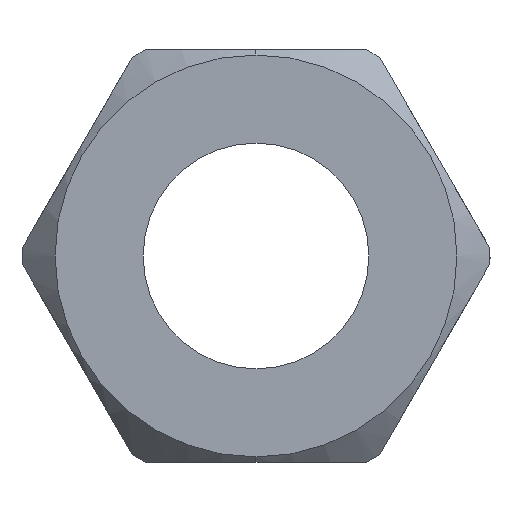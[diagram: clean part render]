
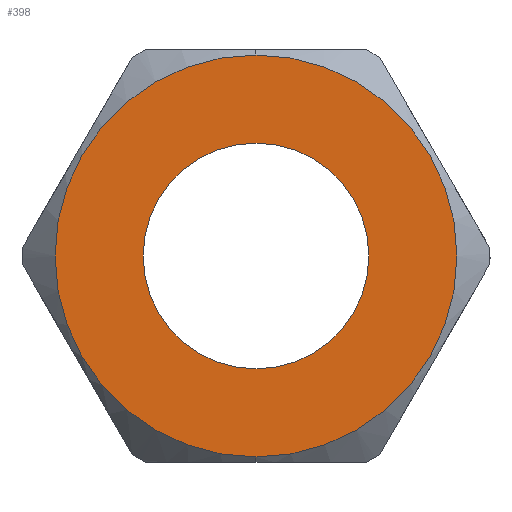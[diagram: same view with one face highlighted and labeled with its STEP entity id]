
A CAD part, left-side view. The second image highlights one B-rep face of the part: STEP entity #398.
In plain terms, the highlighted planar face has unit normal (-1, 0, 0).
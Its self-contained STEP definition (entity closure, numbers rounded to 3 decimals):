
#11 = AXIS2_PLACEMENT_3D ( 'NONE', #332, #644, #474 ) ;
#27 = VERTEX_POINT ( 'NONE', #394 ) ;
#28 = CIRCLE ( 'NONE', #479, 4.1 ) ;
#30 = DIRECTION ( 'NONE',  ( 0., 0., 1. ) ) ;
#39 = FACE_OUTER_BOUND ( 'NONE', #543, .T. ) ;
#51 = AXIS2_PLACEMENT_3D ( 'NONE', #656, #203, #30 ) ;
#73 = EDGE_CURVE ( 'NONE', #347, #488, #740, .T. ) ;
#103 = DIRECTION ( 'NONE',  ( 0., 0., 1. ) ) ;
#141 = ORIENTED_EDGE ( 'NONE', *, *, #270, .T. ) ;
#203 = DIRECTION ( 'NONE',  ( -1., 0., 0. ) ) ;
#204 = CARTESIAN_POINT ( 'NONE',  ( -11.5, 0., 0. ) ) ;
#250 = CIRCLE ( 'NONE', #263, 4.1 ) ;
#263 = AXIS2_PLACEMENT_3D ( 'NONE', #286, #665, #103 ) ;
#270 = EDGE_CURVE ( 'NONE', #488, #347, #303, .T. ) ;
#286 = CARTESIAN_POINT ( 'NONE',  ( -11.5, 0., 0. ) ) ;
#288 = PLANE ( 'NONE',  #622 ) ;
#291 = DIRECTION ( 'NONE',  ( 0., 0., -1. ) ) ;
#296 = EDGE_CURVE ( 'NONE', #587, #27, #28, .T. ) ;
#301 = ORIENTED_EDGE ( 'NONE', *, *, #615, .F. ) ;
#303 = CIRCLE ( 'NONE', #11, 7.3 ) ;
#324 = CARTESIAN_POINT ( 'NONE',  ( -11.5, 0., 7.3 ) ) ;
#332 = CARTESIAN_POINT ( 'NONE',  ( -11.5, 0., 0. ) ) ;
#347 = VERTEX_POINT ( 'NONE', #406 ) ;
#394 = CARTESIAN_POINT ( 'NONE',  ( -11.5, 0., -4.1 ) ) ;
#395 = DIRECTION ( 'NONE',  ( 0., 0., 1. ) ) ;
#398 = ADVANCED_FACE ( 'NONE', ( #725, #39 ), #288, .F. ) ;
#406 = CARTESIAN_POINT ( 'NONE',  ( -11.5, 0., -7.3 ) ) ;
#419 = CARTESIAN_POINT ( 'NONE',  ( -11.5, 7.3, 0. ) ) ;
#457 = DIRECTION ( 'NONE',  ( -1., 0., 0. ) ) ;
#474 = DIRECTION ( 'NONE',  ( 0., 0., 1. ) ) ;
#479 = AXIS2_PLACEMENT_3D ( 'NONE', #204, #457, #395 ) ;
#488 = VERTEX_POINT ( 'NONE', #324 ) ;
#543 = EDGE_LOOP ( 'NONE', ( #141, #693 ) ) ;
#587 = VERTEX_POINT ( 'NONE', #722 ) ;
#615 = EDGE_CURVE ( 'NONE', #27, #587, #250, .T. ) ;
#622 = AXIS2_PLACEMENT_3D ( 'NONE', #419, #666, #291 ) ;
#644 = DIRECTION ( 'NONE',  ( -1., 0., 0. ) ) ;
#656 = CARTESIAN_POINT ( 'NONE',  ( -11.5, 0., 0. ) ) ;
#663 = ORIENTED_EDGE ( 'NONE', *, *, #296, .F. ) ;
#665 = DIRECTION ( 'NONE',  ( -1., 0., 0. ) ) ;
#666 = DIRECTION ( 'NONE',  ( 1., 0., 0. ) ) ;
#693 = ORIENTED_EDGE ( 'NONE', *, *, #73, .T. ) ;
#722 = CARTESIAN_POINT ( 'NONE',  ( -11.5, 0., 4.1 ) ) ;
#725 = FACE_BOUND ( 'NONE', #773, .T. ) ;
#740 = CIRCLE ( 'NONE', #51, 7.3 ) ;
#773 = EDGE_LOOP ( 'NONE', ( #663, #301 ) ) ;
